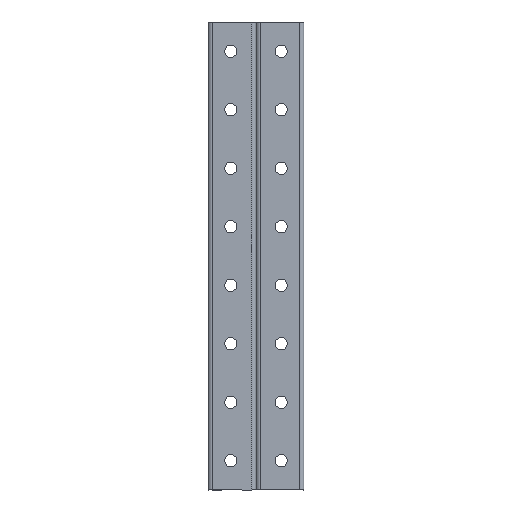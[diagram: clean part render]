
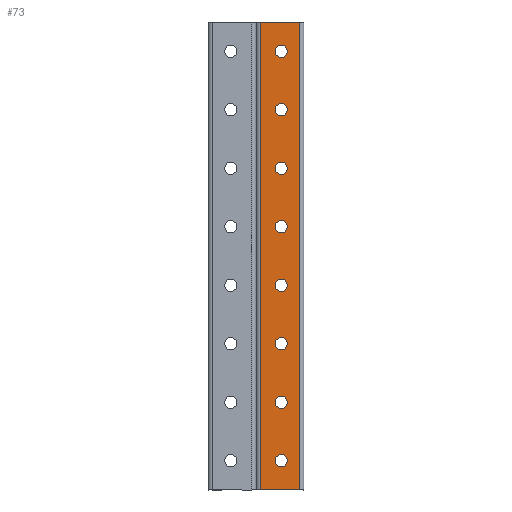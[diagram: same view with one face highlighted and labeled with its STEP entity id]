
A CAD part, left-side view. The second image highlights one B-rep face of the part: STEP entity #73.
In plain terms, the highlighted planar face has unit normal (-1, 0, 0).
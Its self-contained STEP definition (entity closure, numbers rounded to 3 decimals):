
#62 = DIRECTION ( 'NONE',  ( 0., 1., 0. ) ) ;
#63 = PLANE ( 'NONE',  #2279 ) ;
#67 = DIRECTION ( 'NONE',  ( 1., 0., 0. ) ) ;
#68 = CARTESIAN_POINT ( 'NONE',  ( -20.5, -37.5, -1500. ) ) ;
#73 = ADVANCED_FACE ( 'NONE', ( #1026, #1022, #1025, #1023, #1024, #1021, #1020, #1019, #1018 ), #63, .F. ) ;
#231 = CARTESIAN_POINT ( 'NONE',  ( -20.5, -16.25, -125. ) ) ;
#232 = CARTESIAN_POINT ( 'NONE',  ( -20.5, -16.25, 175. ) ) ;
#237 = CARTESIAN_POINT ( 'NONE',  ( -20.5, -16.25, -175. ) ) ;
#241 = CARTESIAN_POINT ( 'NONE',  ( -20.5, -16.25, -25. ) ) ;
#244 = CARTESIAN_POINT ( 'NONE',  ( -20.5, -16.25, 75. ) ) ;
#245 = CARTESIAN_POINT ( 'NONE',  ( -20.5, -16.25, 125. ) ) ;
#246 = CARTESIAN_POINT ( 'NONE',  ( -20.5, -16.25, -75. ) ) ;
#250 = CARTESIAN_POINT ( 'NONE',  ( -20.5, -16.25, 25. ) ) ;
#401 = CIRCLE ( 'NONE', #2910, 5.25 ) ;
#461 = CIRCLE ( 'NONE', #2912, 5.25 ) ;
#472 = LINE ( 'NONE', #3085, #770 ) ;
#521 = CIRCLE ( 'NONE', #2909, 5.25 ) ;
#527 = VECTOR ( 'NONE', #3142, 1000. ) ;
#557 = VECTOR ( 'NONE', #2186, 1000. ) ;
#583 = CIRCLE ( 'NONE', #2924, 5.25 ) ;
#587 = LINE ( 'NONE', #3131, #527 ) ;
#675 = LINE ( 'NONE', #2183, #557 ) ;
#701 = CIRCLE ( 'NONE', #2917, 5.25 ) ;
#706 = CIRCLE ( 'NONE', #2935, 5.25 ) ;
#708 = CIRCLE ( 'NONE', #2936, 5.25 ) ;
#770 = VECTOR ( 'NONE', #3093, 1000. ) ;
#1018 = FACE_OUTER_BOUND ( 'NONE', #1738, .T. ) ;
#1019 = FACE_BOUND ( 'NONE', #1737, .T. ) ;
#1020 = FACE_BOUND ( 'NONE', #1736, .T. ) ;
#1021 = FACE_BOUND ( 'NONE', #1735, .T. ) ;
#1022 = FACE_BOUND ( 'NONE', #1691, .T. ) ;
#1023 = FACE_BOUND ( 'NONE', #1697, .T. ) ;
#1024 = FACE_BOUND ( 'NONE', #1698, .T. ) ;
#1025 = FACE_BOUND ( 'NONE', #1696, .T. ) ;
#1026 = FACE_BOUND ( 'NONE', #1667, .T. ) ;
#1196 = VERTEX_POINT ( 'NONE', #250 ) ;
#1200 = VERTEX_POINT ( 'NONE', #246 ) ;
#1201 = VERTEX_POINT ( 'NONE', #245 ) ;
#1202 = VERTEX_POINT ( 'NONE', #244 ) ;
#1205 = VERTEX_POINT ( 'NONE', #241 ) ;
#1209 = VERTEX_POINT ( 'NONE', #237 ) ;
#1214 = VERTEX_POINT ( 'NONE', #232 ) ;
#1215 = VERTEX_POINT ( 'NONE', #231 ) ;
#1667 = EDGE_LOOP ( 'NONE', ( #1862 ) ) ;
#1691 = EDGE_LOOP ( 'NONE', ( #1863 ) ) ;
#1696 = EDGE_LOOP ( 'NONE', ( #1864 ) ) ;
#1697 = EDGE_LOOP ( 'NONE', ( #1865 ) ) ;
#1698 = EDGE_LOOP ( 'NONE', ( #1866 ) ) ;
#1735 = EDGE_LOOP ( 'NONE', ( #1867 ) ) ;
#1736 = EDGE_LOOP ( 'NONE', ( #1868 ) ) ;
#1737 = EDGE_LOOP ( 'NONE', ( #1869 ) ) ;
#1738 = EDGE_LOOP ( 'NONE', ( #1870, #1871, #1872, #1873 ) ) ;
#1862 = ORIENTED_EDGE ( 'NONE', *, *, #2413, .T. ) ;
#1863 = ORIENTED_EDGE ( 'NONE', *, *, #2440, .T. ) ;
#1864 = ORIENTED_EDGE ( 'NONE', *, *, #2443, .T. ) ;
#1865 = ORIENTED_EDGE ( 'NONE', *, *, #2414, .T. ) ;
#1866 = ORIENTED_EDGE ( 'NONE', *, *, #2444, .T. ) ;
#1867 = ORIENTED_EDGE ( 'NONE', *, *, #2518, .T. ) ;
#1868 = ORIENTED_EDGE ( 'NONE', *, *, #2445, .T. ) ;
#1869 = ORIENTED_EDGE ( 'NONE', *, *, #2430, .T. ) ;
#1870 = ORIENTED_EDGE ( 'NONE', *, *, #2416, .F. ) ;
#1871 = ORIENTED_EDGE ( 'NONE', *, *, #2521, .T. ) ;
#1872 = ORIENTED_EDGE ( 'NONE', *, *, #2396, .F. ) ;
#1873 = ORIENTED_EDGE ( 'NONE', *, *, #2281, .F. ) ;
#2183 = CARTESIAN_POINT ( 'NONE',  ( -20.5, -3.5, -1500. ) ) ;
#2186 = DIRECTION ( 'NONE',  ( 0., 0., 1. ) ) ;
#2279 = AXIS2_PLACEMENT_3D ( 'NONE', #68, #67, #62 ) ;
#2281 = EDGE_CURVE ( 'NONE', #3688, #3697, #675, .T. ) ;
#2396 = EDGE_CURVE ( 'NONE', #3697, #3699, #472, .T. ) ;
#2413 = EDGE_CURVE ( 'NONE', #1215, #1215, #708, .T. ) ;
#2414 = EDGE_CURVE ( 'NONE', #1214, #1214, #706, .T. ) ;
#2416 = EDGE_CURVE ( 'NONE', #3686, #3688, #587, .T. ) ;
#2430 = EDGE_CURVE ( 'NONE', #1209, #1209, #583, .T. ) ;
#2440 = EDGE_CURVE ( 'NONE', #1205, #1205, #701, .T. ) ;
#2443 = EDGE_CURVE ( 'NONE', #1202, #1202, #461, .T. ) ;
#2444 = EDGE_CURVE ( 'NONE', #1201, #1201, #401, .T. ) ;
#2445 = EDGE_CURVE ( 'NONE', #1200, #1200, #521, .T. ) ;
#2518 = EDGE_CURVE ( 'NONE', #1196, #1196, #3946, .T. ) ;
#2521 = EDGE_CURVE ( 'NONE', #3686, #3699, #3898, .T. ) ;
#2679 = CARTESIAN_POINT ( 'NONE',  ( -20.5, -37.5, -200. ) ) ;
#2680 = CARTESIAN_POINT ( 'NONE',  ( -20.5, -3.5, -200. ) ) ;
#2684 = CARTESIAN_POINT ( 'NONE',  ( -20.5, -3.5, 200. ) ) ;
#2685 = CARTESIAN_POINT ( 'NONE',  ( -20.5, -37.5, 200. ) ) ;
#2864 = AXIS2_PLACEMENT_3D ( 'NONE', #4132, #4133, #4134 ) ;
#2909 = AXIS2_PLACEMENT_3D ( 'NONE', #3220, #3221, #3222 ) ;
#2910 = AXIS2_PLACEMENT_3D ( 'NONE', #3216, #3217, #3218 ) ;
#2912 = AXIS2_PLACEMENT_3D ( 'NONE', #3212, #3213, #3214 ) ;
#2917 = AXIS2_PLACEMENT_3D ( 'NONE', #3201, #3202, #3203 ) ;
#2924 = AXIS2_PLACEMENT_3D ( 'NONE', #3175, #3176, #3177 ) ;
#2935 = AXIS2_PLACEMENT_3D ( 'NONE', #3136, #3137, #3138 ) ;
#2936 = AXIS2_PLACEMENT_3D ( 'NONE', #3132, #3133, #3134 ) ;
#3085 = CARTESIAN_POINT ( 'NONE',  ( -20.5, 41., 200. ) ) ;
#3093 = DIRECTION ( 'NONE',  ( 0., -1., 0. ) ) ;
#3131 = CARTESIAN_POINT ( 'NONE',  ( -20.5, 41., -200. ) ) ;
#3132 = CARTESIAN_POINT ( 'NONE',  ( -20.5, -21.5, -125. ) ) ;
#3133 = DIRECTION ( 'NONE',  ( 1., 0., 0. ) ) ;
#3134 = DIRECTION ( 'NONE',  ( 0., 1., 0. ) ) ;
#3136 = CARTESIAN_POINT ( 'NONE',  ( -20.5, -21.5, 175. ) ) ;
#3137 = DIRECTION ( 'NONE',  ( 1., 0., 0. ) ) ;
#3138 = DIRECTION ( 'NONE',  ( 0., 1., 0. ) ) ;
#3142 = DIRECTION ( 'NONE',  ( 0., 1., 0. ) ) ;
#3175 = CARTESIAN_POINT ( 'NONE',  ( -20.5, -21.5, -175. ) ) ;
#3176 = DIRECTION ( 'NONE',  ( 1., 0., 0. ) ) ;
#3177 = DIRECTION ( 'NONE',  ( 0., 1., 0. ) ) ;
#3201 = CARTESIAN_POINT ( 'NONE',  ( -20.5, -21.5, -25. ) ) ;
#3202 = DIRECTION ( 'NONE',  ( 1., 0., 0. ) ) ;
#3203 = DIRECTION ( 'NONE',  ( 0., 1., 0. ) ) ;
#3212 = CARTESIAN_POINT ( 'NONE',  ( -20.5, -21.5, 75. ) ) ;
#3213 = DIRECTION ( 'NONE',  ( 1., 0., 0. ) ) ;
#3214 = DIRECTION ( 'NONE',  ( 0., 1., 0. ) ) ;
#3216 = CARTESIAN_POINT ( 'NONE',  ( -20.5, -21.5, 125. ) ) ;
#3217 = DIRECTION ( 'NONE',  ( 1., 0., 0. ) ) ;
#3218 = DIRECTION ( 'NONE',  ( 0., 1., 0. ) ) ;
#3220 = CARTESIAN_POINT ( 'NONE',  ( -20.5, -21.5, -75. ) ) ;
#3221 = DIRECTION ( 'NONE',  ( 1., 0., 0. ) ) ;
#3222 = DIRECTION ( 'NONE',  ( 0., 1., 0. ) ) ;
#3686 = VERTEX_POINT ( 'NONE', #2679 ) ;
#3688 = VERTEX_POINT ( 'NONE', #2680 ) ;
#3697 = VERTEX_POINT ( 'NONE', #2684 ) ;
#3699 = VERTEX_POINT ( 'NONE', #2685 ) ;
#3894 = VECTOR ( 'NONE', #4138, 1000. ) ;
#3898 = LINE ( 'NONE', #4136, #3894 ) ;
#3946 = CIRCLE ( 'NONE', #2864, 5.25 ) ;
#4132 = CARTESIAN_POINT ( 'NONE',  ( -20.5, -21.5, 25. ) ) ;
#4133 = DIRECTION ( 'NONE',  ( 1., 0., 0. ) ) ;
#4134 = DIRECTION ( 'NONE',  ( 0., 1., 0. ) ) ;
#4136 = CARTESIAN_POINT ( 'NONE',  ( -20.5, -37.5, -1500. ) ) ;
#4138 = DIRECTION ( 'NONE',  ( 0., 0., 1. ) ) ;
